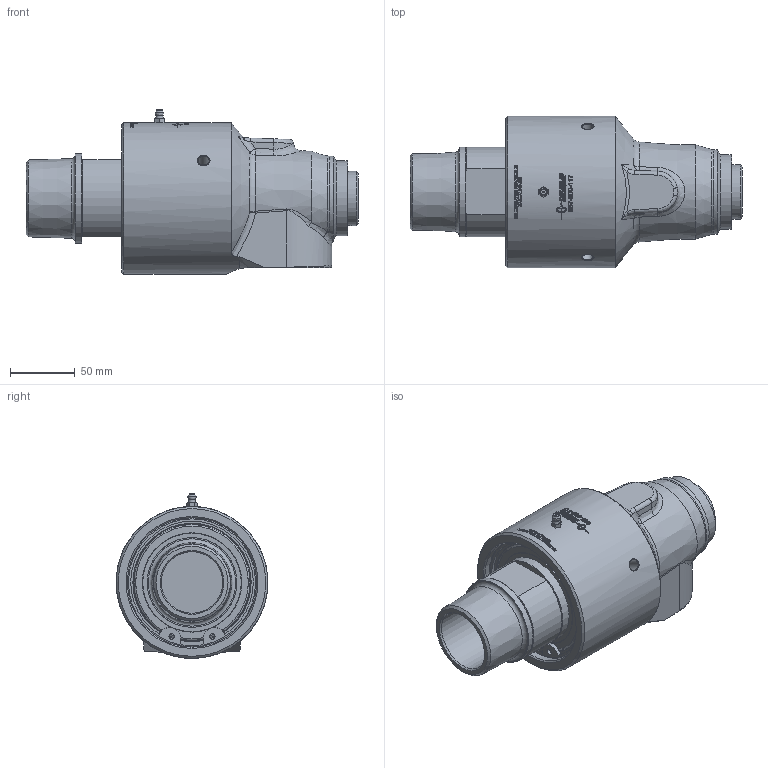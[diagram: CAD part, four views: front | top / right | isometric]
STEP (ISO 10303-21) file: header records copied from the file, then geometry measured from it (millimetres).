
FILE_DESCRIPTION(/* description */ (''),/* implementation_level */ '2;1');
FILE_NAME(/* name */ '657-000-117-IC.stp',/* time_stamp */ '2022-12-08T07:53:22+01:00',/* author */ ('mskipas'),/* organization */ (''),/* preprocessor_version */ 'ST-DEVELOPER v18.1',/* originating_system */ 'Autodesk Inventor 2022',/* authorisation */ '');
FILE_SCHEMA (('AUTOMOTIVE_DESIGN { 1 0 10303 214 3 1 1 }'));
Products named in the file (1): 657-000-116-IC
Bounding box: 256.98 x 117.5 x 127.49 mm (x, y, z)
Volume: 1434442 mm3; surface area: 130851.6 mm2
Topology: 2 solids, 7 shells, 1310 faces, 3470 edges, 2294 vertices
Faces by surface type: bspline 665, plane 424, cylinder 163, cone 39, torus 11, sphere 8
Full cylindrical faces by diameter (mm): 3 x2, 3.12 x2, 4.361 x2, 4.496 x1, 8.6 x3, 22.5 x1, 47.6 x1, 55.169 x1, 58 x1, 64.4 x1, 65 x1, 69.5 x2, 76.3 x1, 76.908 x1, 89.25 x1, 91.5 x1, 100 x1, 100.08 x2, 107.6 x1, 117.5 x1
Entity records: 55085 total; most frequent: CARTESIAN_POINT 26339, ORIENTED_EDGE 6924, DIRECTION 4025, EDGE_CURVE 3462, VERTEX_POINT 2294, EDGE_LOOP 1448, B_SPLINE_CURVE_WITH_KNOTS 1381, LINE 1349
